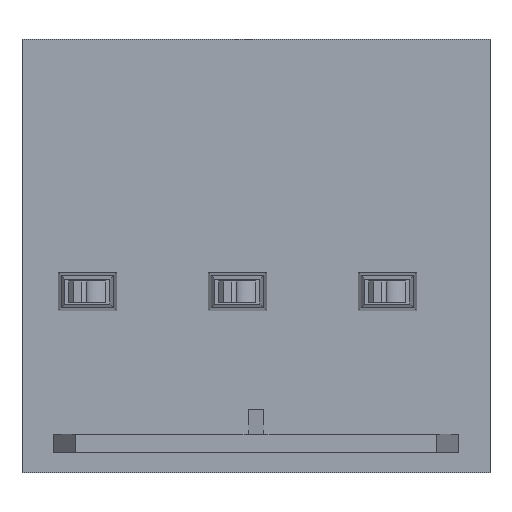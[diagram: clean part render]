
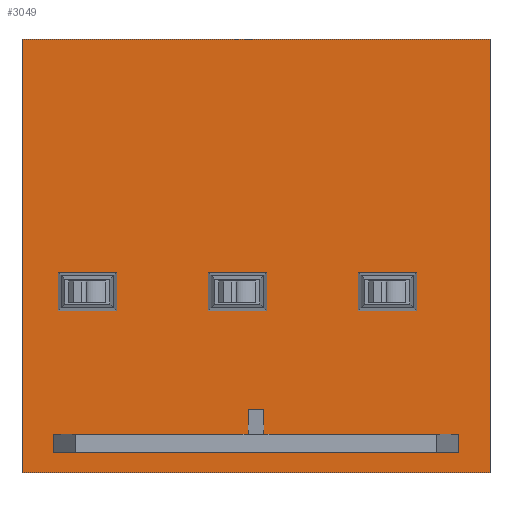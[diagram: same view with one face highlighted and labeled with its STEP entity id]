
A CAD part, front view. The second image highlights one B-rep face of the part: STEP entity #3049.
In plain terms, the highlighted planar face has unit normal (0, -1, 0).
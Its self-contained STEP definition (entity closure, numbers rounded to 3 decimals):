
#86=LINE('',#4225,#492);
#87=LINE('',#4227,#493);
#88=LINE('',#4229,#494);
#89=LINE('',#4230,#495);
#90=LINE('',#4233,#496);
#91=LINE('',#4235,#497);
#92=LINE('',#4237,#498);
#93=LINE('',#4238,#499);
#94=LINE('',#4241,#500);
#95=LINE('',#4243,#501);
#96=LINE('',#4245,#502);
#97=LINE('',#4246,#503);
#98=LINE('',#4249,#504);
#99=LINE('',#4251,#505);
#100=LINE('',#4253,#506);
#101=LINE('',#4254,#507);
#102=LINE('',#4257,#508);
#103=LINE('',#4259,#509);
#104=LINE('',#4261,#510);
#105=LINE('',#4263,#511);
#106=LINE('',#4265,#512);
#107=LINE('',#4267,#513);
#108=LINE('',#4269,#514);
#109=LINE('',#4270,#515);
#492=VECTOR('',#3436,40.8);
#493=VECTOR('',#3437,44.);
#494=VECTOR('',#3438,40.8);
#495=VECTOR('',#3439,44.);
#496=VECTOR('',#3440,5.5);
#497=VECTOR('',#3441,3.6);
#498=VECTOR('',#3442,5.5);
#499=VECTOR('',#3443,3.6);
#500=VECTOR('',#3444,5.5);
#501=VECTOR('',#3445,3.6);
#502=VECTOR('',#3446,5.5);
#503=VECTOR('',#3447,3.6);
#504=VECTOR('',#3448,5.5);
#505=VECTOR('',#3449,3.6);
#506=VECTOR('',#3450,5.5);
#507=VECTOR('',#3451,3.6);
#508=VECTOR('',#3452,2.3);
#509=VECTOR('',#3453,1.5);
#510=VECTOR('',#3454,2.3);
#511=VECTOR('',#3455,18.25);
#512=VECTOR('',#3456,1.7);
#513=VECTOR('',#3457,38.);
#514=VECTOR('',#3458,1.7);
#515=VECTOR('',#3459,18.25);
#898=PLANE('',#3231);
#1066=FACE_BOUND('',#1272,.T.);
#1067=FACE_BOUND('',#1273,.T.);
#1068=FACE_BOUND('',#1274,.T.);
#1069=FACE_BOUND('',#1275,.T.);
#1094=FACE_OUTER_BOUND('',#1271,.T.);
#1271=EDGE_LOOP('',(#2195,#2196,#2197,#2198));
#1272=EDGE_LOOP('',(#2199,#2200,#2201,#2202));
#1273=EDGE_LOOP('',(#2203,#2204,#2205,#2206));
#1274=EDGE_LOOP('',(#2207,#2208,#2209,#2210));
#1275=EDGE_LOOP('',(#2211,#2212,#2213,#2214,#2215,#2216,#2217,#2218));
#1491=VERTEX_POINT('',#4223);
#1492=VERTEX_POINT('',#4224);
#1493=VERTEX_POINT('',#4226);
#1494=VERTEX_POINT('',#4228);
#1495=VERTEX_POINT('',#4231);
#1496=VERTEX_POINT('',#4232);
#1497=VERTEX_POINT('',#4234);
#1498=VERTEX_POINT('',#4236);
#1499=VERTEX_POINT('',#4239);
#1500=VERTEX_POINT('',#4240);
#1501=VERTEX_POINT('',#4242);
#1502=VERTEX_POINT('',#4244);
#1503=VERTEX_POINT('',#4247);
#1504=VERTEX_POINT('',#4248);
#1505=VERTEX_POINT('',#4250);
#1506=VERTEX_POINT('',#4252);
#1507=VERTEX_POINT('',#4255);
#1508=VERTEX_POINT('',#4256);
#1509=VERTEX_POINT('',#4258);
#1510=VERTEX_POINT('',#4260);
#1511=VERTEX_POINT('',#4262);
#1512=VERTEX_POINT('',#4264);
#1513=VERTEX_POINT('',#4266);
#1514=VERTEX_POINT('',#4268);
#1771=EDGE_CURVE('',#1491,#1492,#86,.T.);
#1772=EDGE_CURVE('',#1492,#1493,#87,.T.);
#1773=EDGE_CURVE('',#1493,#1494,#88,.T.);
#1774=EDGE_CURVE('',#1494,#1491,#89,.T.);
#1775=EDGE_CURVE('',#1495,#1496,#90,.T.);
#1776=EDGE_CURVE('',#1496,#1497,#91,.T.);
#1777=EDGE_CURVE('',#1497,#1498,#92,.T.);
#1778=EDGE_CURVE('',#1498,#1495,#93,.T.);
#1779=EDGE_CURVE('',#1499,#1500,#94,.T.);
#1780=EDGE_CURVE('',#1500,#1501,#95,.T.);
#1781=EDGE_CURVE('',#1501,#1502,#96,.T.);
#1782=EDGE_CURVE('',#1502,#1499,#97,.T.);
#1783=EDGE_CURVE('',#1503,#1504,#98,.T.);
#1784=EDGE_CURVE('',#1504,#1505,#99,.T.);
#1785=EDGE_CURVE('',#1505,#1506,#100,.T.);
#1786=EDGE_CURVE('',#1506,#1503,#101,.T.);
#1787=EDGE_CURVE('',#1507,#1508,#102,.T.);
#1788=EDGE_CURVE('',#1509,#1508,#103,.T.);
#1789=EDGE_CURVE('',#1509,#1510,#104,.T.);
#1790=EDGE_CURVE('',#1510,#1511,#105,.T.);
#1791=EDGE_CURVE('',#1512,#1511,#106,.T.);
#1792=EDGE_CURVE('',#1512,#1513,#107,.T.);
#1793=EDGE_CURVE('',#1513,#1514,#108,.T.);
#1794=EDGE_CURVE('',#1514,#1507,#109,.T.);
#2195=ORIENTED_EDGE('',*,*,#1771,.T.);
#2196=ORIENTED_EDGE('',*,*,#1772,.T.);
#2197=ORIENTED_EDGE('',*,*,#1773,.T.);
#2198=ORIENTED_EDGE('',*,*,#1774,.T.);
#2199=ORIENTED_EDGE('',*,*,#1775,.T.);
#2200=ORIENTED_EDGE('',*,*,#1776,.T.);
#2201=ORIENTED_EDGE('',*,*,#1777,.T.);
#2202=ORIENTED_EDGE('',*,*,#1778,.T.);
#2203=ORIENTED_EDGE('',*,*,#1779,.T.);
#2204=ORIENTED_EDGE('',*,*,#1780,.T.);
#2205=ORIENTED_EDGE('',*,*,#1781,.T.);
#2206=ORIENTED_EDGE('',*,*,#1782,.T.);
#2207=ORIENTED_EDGE('',*,*,#1783,.T.);
#2208=ORIENTED_EDGE('',*,*,#1784,.T.);
#2209=ORIENTED_EDGE('',*,*,#1785,.T.);
#2210=ORIENTED_EDGE('',*,*,#1786,.T.);
#2211=ORIENTED_EDGE('',*,*,#1787,.T.);
#2212=ORIENTED_EDGE('',*,*,#1788,.F.);
#2213=ORIENTED_EDGE('',*,*,#1789,.T.);
#2214=ORIENTED_EDGE('',*,*,#1790,.T.);
#2215=ORIENTED_EDGE('',*,*,#1791,.F.);
#2216=ORIENTED_EDGE('',*,*,#1792,.T.);
#2217=ORIENTED_EDGE('',*,*,#1793,.T.);
#2218=ORIENTED_EDGE('',*,*,#1794,.T.);
#3049=ADVANCED_FACE('',(#1094,#1066,#1067,#1068,#1069),#898,.T.);
#3231=AXIS2_PLACEMENT_3D('',#4222,#3434,#3435);
#3434=DIRECTION('center_axis',(0.,-1.,0.));
#3435=DIRECTION('ref_axis',(0.,0.,-1.));
#3436=DIRECTION('',(0.,0.,-1.));
#3437=DIRECTION('',(1.,0.,0.));
#3438=DIRECTION('',(0.,0.,1.));
#3439=DIRECTION('',(-1.,0.,0.));
#3440=DIRECTION('',(-1.,0.,0.));
#3441=DIRECTION('',(0.,0.,1.));
#3442=DIRECTION('',(1.,0.,0.));
#3443=DIRECTION('',(0.,0.,-1.));
#3444=DIRECTION('',(-1.,0.,0.));
#3445=DIRECTION('',(0.,0.,1.));
#3446=DIRECTION('',(1.,0.,0.));
#3447=DIRECTION('',(0.,0.,-1.));
#3448=DIRECTION('',(-1.,0.,0.));
#3449=DIRECTION('',(0.,0.,1.));
#3450=DIRECTION('',(1.,0.,0.));
#3451=DIRECTION('',(0.,0.,-1.));
#3452=DIRECTION('',(0.,0.,1.));
#3453=DIRECTION('',(-1.,0.,0.));
#3454=DIRECTION('',(0.,0.,-1.));
#3455=DIRECTION('',(1.,0.,0.));
#3456=DIRECTION('',(0.,0.,1.));
#3457=DIRECTION('',(-1.,0.,0.));
#3458=DIRECTION('',(0.,0.,1.));
#3459=DIRECTION('',(1.,0.,0.));
#4222=CARTESIAN_POINT('Origin',(45.,94.4,40.8));
#4223=CARTESIAN_POINT('',(45.,94.4,40.8));
#4224=CARTESIAN_POINT('',(45.,94.4,0.));
#4225=CARTESIAN_POINT('',(45.,94.4,40.8));
#4226=CARTESIAN_POINT('',(89.,94.4,0.));
#4227=CARTESIAN_POINT('',(45.,94.4,0.));
#4228=CARTESIAN_POINT('',(89.,94.4,40.8));
#4229=CARTESIAN_POINT('',(89.,94.4,40.8));
#4230=CARTESIAN_POINT('',(45.,94.4,40.8));
#4231=CARTESIAN_POINT('',(53.9,94.4,15.25));
#4232=CARTESIAN_POINT('',(48.4,94.4,15.25));
#4233=CARTESIAN_POINT('',(45.,94.4,15.25));
#4234=CARTESIAN_POINT('',(48.4,94.4,18.85));
#4235=CARTESIAN_POINT('',(48.4,94.4,40.8));
#4236=CARTESIAN_POINT('',(53.9,94.4,18.85));
#4237=CARTESIAN_POINT('',(45.,94.4,18.85));
#4238=CARTESIAN_POINT('',(53.9,94.4,40.8));
#4239=CARTESIAN_POINT('',(68.,94.4,15.25));
#4240=CARTESIAN_POINT('',(62.5,94.4,15.25));
#4241=CARTESIAN_POINT('',(45.,94.4,15.25));
#4242=CARTESIAN_POINT('',(62.5,94.4,18.85));
#4243=CARTESIAN_POINT('',(62.5,94.4,40.8));
#4244=CARTESIAN_POINT('',(68.,94.4,18.85));
#4245=CARTESIAN_POINT('',(45.,94.4,18.85));
#4246=CARTESIAN_POINT('',(68.,94.4,40.8));
#4247=CARTESIAN_POINT('',(82.1,94.4,15.25));
#4248=CARTESIAN_POINT('',(76.6,94.4,15.25));
#4249=CARTESIAN_POINT('',(45.,94.4,15.25));
#4250=CARTESIAN_POINT('',(76.6,94.4,18.85));
#4251=CARTESIAN_POINT('',(76.6,94.4,40.8));
#4252=CARTESIAN_POINT('',(82.1,94.4,18.85));
#4253=CARTESIAN_POINT('',(45.,94.4,18.85));
#4254=CARTESIAN_POINT('',(82.1,94.4,40.8));
#4255=CARTESIAN_POINT('',(66.25,94.4,3.65));
#4256=CARTESIAN_POINT('',(66.25,94.4,5.95));
#4257=CARTESIAN_POINT('',(66.25,94.4,40.8));
#4258=CARTESIAN_POINT('',(67.75,94.4,5.95));
#4259=CARTESIAN_POINT('',(67.75,94.4,5.95));
#4260=CARTESIAN_POINT('',(67.75,94.4,3.65));
#4261=CARTESIAN_POINT('',(67.75,94.4,40.8));
#4262=CARTESIAN_POINT('',(86.,94.4,3.65));
#4263=CARTESIAN_POINT('',(45.,94.4,3.65));
#4264=CARTESIAN_POINT('',(86.,94.4,1.95));
#4265=CARTESIAN_POINT('',(86.,94.4,3.65));
#4266=CARTESIAN_POINT('',(48.,94.4,1.95));
#4267=CARTESIAN_POINT('',(45.,94.4,1.95));
#4268=CARTESIAN_POINT('',(48.,94.4,3.65));
#4269=CARTESIAN_POINT('',(48.,94.4,3.65));
#4270=CARTESIAN_POINT('',(45.,94.4,3.65));
